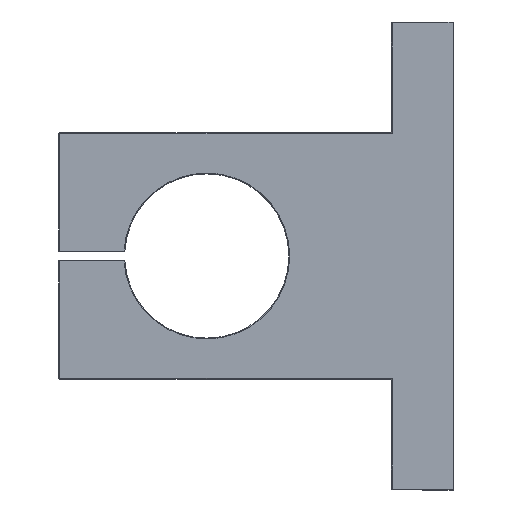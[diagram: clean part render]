
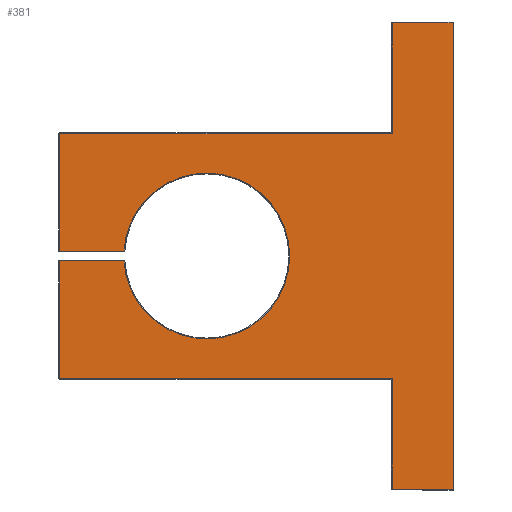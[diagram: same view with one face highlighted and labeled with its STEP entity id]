
A CAD part, left-side view. The second image highlights one B-rep face of the part: STEP entity #381.
In plain terms, the highlighted planar face has unit normal (-1, 0, 0).
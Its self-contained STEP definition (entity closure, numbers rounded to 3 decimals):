
#127 = FACE_OUTER_BOUND ( 'NONE', #439, .T. ) ;
#224 = CIRCLE ( 'NONE', #1833, 20.2 ) ;
#225 = CIRCLE ( 'NONE', #1846, 20.2 ) ;
#280 = LINE ( 'NONE', #2037, #290 ) ;
#290 = VECTOR ( 'NONE', #2038, 1000. ) ;
#300 = LINE ( 'NONE', #1494, #314 ) ;
#301 = CIRCLE ( 'NONE', #1519, 20.2 ) ;
#302 = LINE ( 'NONE', #2039, #303 ) ;
#303 = VECTOR ( 'NONE', #2040, 1000. ) ;
#304 = LINE ( 'NONE', #2041, #305 ) ;
#305 = VECTOR ( 'NONE', #2042, 1000. ) ;
#306 = LINE ( 'NONE', #2043, #307 ) ;
#307 = VECTOR ( 'NONE', #2044, 1000. ) ;
#308 = LINE ( 'NONE', #2045, #309 ) ;
#309 = VECTOR ( 'NONE', #2046, 1000. ) ;
#310 = LINE ( 'NONE', #2047, #311 ) ;
#311 = VECTOR ( 'NONE', #2048, 1000. ) ;
#314 = VECTOR ( 'NONE', #2052, 1000. ) ;
#315 = VECTOR ( 'NONE', #2069, 1000. ) ;
#318 = LINE ( 'NONE', #2055, #319 ) ;
#319 = VECTOR ( 'NONE', #2056, 1000. ) ;
#320 = LINE ( 'NONE', #2057, #321 ) ;
#321 = VECTOR ( 'NONE', #2058, 1000. ) ;
#329 = LINE ( 'NONE', #2059, #315 ) ;
#337 = LINE ( 'NONE', #2077, #338 ) ;
#338 = VECTOR ( 'NONE', #2078, 1000. ) ;
#381 = ADVANCED_FACE ( 'NONE', ( #127 ), #572, .F. ) ;
#439 = EDGE_LOOP ( 'NONE', ( #533, #532, #528, #527, #770, #794, #809, #792, #785, #841, #777, #775, #796, #797 ) ) ;
#527 = ORIENTED_EDGE ( 'NONE', *, *, #1666, .T. ) ;
#528 = ORIENTED_EDGE ( 'NONE', *, *, #1680, .F. ) ;
#532 = ORIENTED_EDGE ( 'NONE', *, *, #1668, .T. ) ;
#533 = ORIENTED_EDGE ( 'NONE', *, *, #1667, .T. ) ;
#561 = DIRECTION ( 'NONE',  ( 0., 0., -1. ) ) ;
#562 = DIRECTION ( 'NONE',  ( 1., 0., 0. ) ) ;
#569 = CARTESIAN_POINT ( 'NONE',  ( -18., 60., 0. ) ) ;
#572 = PLANE ( 'NONE',  #1806 ) ;
#770 = ORIENTED_EDGE ( 'NONE', *, *, #1670, .T. ) ;
#775 = ORIENTED_EDGE ( 'NONE', *, *, #1665, .T. ) ;
#777 = ORIENTED_EDGE ( 'NONE', *, *, #1664, .T. ) ;
#785 = ORIENTED_EDGE ( 'NONE', *, *, #1616, .T. ) ;
#792 = ORIENTED_EDGE ( 'NONE', *, *, #1684, .T. ) ;
#794 = ORIENTED_EDGE ( 'NONE', *, *, #1669, .T. ) ;
#796 = ORIENTED_EDGE ( 'NONE', *, *, #1675, .T. ) ;
#797 = ORIENTED_EDGE ( 'NONE', *, *, #1672, .T. ) ;
#809 = ORIENTED_EDGE ( 'NONE', *, *, #1674, .T. ) ;
#841 = ORIENTED_EDGE ( 'NONE', *, *, #1614, .T. ) ;
#886 = VERTEX_POINT ( 'NONE', #1882 ) ;
#1089 = VERTEX_POINT ( 'NONE', #1889 ) ;
#1102 = VERTEX_POINT ( 'NONE', #1907 ) ;
#1164 = VERTEX_POINT ( 'NONE', #1925 ) ;
#1167 = VERTEX_POINT ( 'NONE', #1926 ) ;
#1168 = VERTEX_POINT ( 'NONE', #1927 ) ;
#1175 = VERTEX_POINT ( 'NONE', #1933 ) ;
#1182 = VERTEX_POINT ( 'NONE', #1940 ) ;
#1184 = VERTEX_POINT ( 'NONE', #1942 ) ;
#1186 = VERTEX_POINT ( 'NONE', #1944 ) ;
#1187 = VERTEX_POINT ( 'NONE', #1945 ) ;
#1190 = VERTEX_POINT ( 'NONE', #1948 ) ;
#1191 = VERTEX_POINT ( 'NONE', #1949 ) ;
#1192 = VERTEX_POINT ( 'NONE', #1950 ) ;
#1374 = CARTESIAN_POINT ( 'NONE',  ( -18., 60., 0. ) ) ;
#1375 = DIRECTION ( 'NONE',  ( 1., 0., 0. ) ) ;
#1376 = DIRECTION ( 'NONE',  ( 0., 0., -1. ) ) ;
#1379 = CARTESIAN_POINT ( 'NONE',  ( -18., 60., 0. ) ) ;
#1380 = DIRECTION ( 'NONE',  ( 1., 0., 0. ) ) ;
#1381 = DIRECTION ( 'NONE',  ( 0., 0., -1. ) ) ;
#1494 = CARTESIAN_POINT ( 'NONE',  ( -18., 15., -29.8 ) ) ;
#1497 = CARTESIAN_POINT ( 'NONE',  ( -18., 60., 0. ) ) ;
#1519 = AXIS2_PLACEMENT_3D ( 'NONE', #1497, #2035, #2036 ) ;
#1614 = EDGE_CURVE ( 'NONE', #1102, #886, #224, .T. ) ;
#1616 = EDGE_CURVE ( 'NONE', #1089, #1102, #225, .T. ) ;
#1664 = EDGE_CURVE ( 'NONE', #886, #1184, #301, .T. ) ;
#1665 = EDGE_CURVE ( 'NONE', #1184, #1192, #280, .T. ) ;
#1666 = EDGE_CURVE ( 'NONE', #1164, #1175, #302, .T. ) ;
#1667 = EDGE_CURVE ( 'NONE', #1191, #1167, #304, .T. ) ;
#1668 = EDGE_CURVE ( 'NONE', #1167, #1190, #306, .T. ) ;
#1669 = EDGE_CURVE ( 'NONE', #1186, #1182, #308, .T. ) ;
#1670 = EDGE_CURVE ( 'NONE', #1175, #1186, #310, .T. ) ;
#1672 = EDGE_CURVE ( 'NONE', #1187, #1191, #300, .T. ) ;
#1674 = EDGE_CURVE ( 'NONE', #1182, #1168, #318, .T. ) ;
#1675 = EDGE_CURVE ( 'NONE', #1192, #1187, #320, .T. ) ;
#1680 = EDGE_CURVE ( 'NONE', #1164, #1190, #329, .T. ) ;
#1684 = EDGE_CURVE ( 'NONE', #1168, #1089, #337, .T. ) ;
#1806 = AXIS2_PLACEMENT_3D ( 'NONE', #569, #562, #561 ) ;
#1833 = AXIS2_PLACEMENT_3D ( 'NONE', #1374, #1375, #1376 ) ;
#1846 = AXIS2_PLACEMENT_3D ( 'NONE', #1379, #1380, #1381 ) ;
#1882 = CARTESIAN_POINT ( 'NONE',  ( -18., 60., -20.2 ) ) ;
#1889 = CARTESIAN_POINT ( 'NONE',  ( -18., 80.164, 1.2 ) ) ;
#1907 = CARTESIAN_POINT ( 'NONE',  ( -18., 60., 20.2 ) ) ;
#1925 = CARTESIAN_POINT ( 'NONE',  ( -18., 0., 56.8 ) ) ;
#1926 = CARTESIAN_POINT ( 'NONE',  ( -18., 14.8, -56.8 ) ) ;
#1927 = CARTESIAN_POINT ( 'NONE',  ( -18., 95.8, 1.2 ) ) ;
#1933 = CARTESIAN_POINT ( 'NONE',  ( -18., 14.8, 56.8 ) ) ;
#1940 = CARTESIAN_POINT ( 'NONE',  ( -18., 95.8, 29.8 ) ) ;
#1942 = CARTESIAN_POINT ( 'NONE',  ( -18., 80.164, -1.2 ) ) ;
#1944 = CARTESIAN_POINT ( 'NONE',  ( -18., 14.8, 29.8 ) ) ;
#1945 = CARTESIAN_POINT ( 'NONE',  ( -18., 95.8, -29.8 ) ) ;
#1948 = CARTESIAN_POINT ( 'NONE',  ( -18., 0., -56.8 ) ) ;
#1949 = CARTESIAN_POINT ( 'NONE',  ( -18., 14.8, -29.8 ) ) ;
#1950 = CARTESIAN_POINT ( 'NONE',  ( -18., 95.8, -1.2 ) ) ;
#2035 = DIRECTION ( 'NONE',  ( 1., 0., 0. ) ) ;
#2036 = DIRECTION ( 'NONE',  ( 0., 0., -1. ) ) ;
#2037 = CARTESIAN_POINT ( 'NONE',  ( -18., 96., -1.2 ) ) ;
#2038 = DIRECTION ( 'NONE',  ( 0., 1., 0. ) ) ;
#2039 = CARTESIAN_POINT ( 'NONE',  ( -18., 15., 56.8 ) ) ;
#2040 = DIRECTION ( 'NONE',  ( 0., 1., 0. ) ) ;
#2041 = CARTESIAN_POINT ( 'NONE',  ( -18., 14.8, -57. ) ) ;
#2042 = DIRECTION ( 'NONE',  ( 0., 0., -1. ) ) ;
#2043 = CARTESIAN_POINT ( 'NONE',  ( -18., 0., -56.8 ) ) ;
#2044 = DIRECTION ( 'NONE',  ( 0., -1., 0. ) ) ;
#2045 = CARTESIAN_POINT ( 'NONE',  ( -18., 96., 29.8 ) ) ;
#2046 = DIRECTION ( 'NONE',  ( 0., 1., 0. ) ) ;
#2047 = CARTESIAN_POINT ( 'NONE',  ( -18., 14.8, 30. ) ) ;
#2048 = DIRECTION ( 'NONE',  ( 0., 0., -1. ) ) ;
#2052 = DIRECTION ( 'NONE',  ( 0., -1., 0. ) ) ;
#2055 = CARTESIAN_POINT ( 'NONE',  ( -18., 95.8, 1. ) ) ;
#2056 = DIRECTION ( 'NONE',  ( 0., 0., -1. ) ) ;
#2057 = CARTESIAN_POINT ( 'NONE',  ( -18., 95.8, -30. ) ) ;
#2058 = DIRECTION ( 'NONE',  ( 0., 0., -1. ) ) ;
#2059 = CARTESIAN_POINT ( 'NONE',  ( -18., 0., 57. ) ) ;
#2069 = DIRECTION ( 'NONE',  ( 0., 0., -1. ) ) ;
#2077 = CARTESIAN_POINT ( 'NONE',  ( -18., 79.975, 1.2 ) ) ;
#2078 = DIRECTION ( 'NONE',  ( 0., -1., 0. ) ) ;
